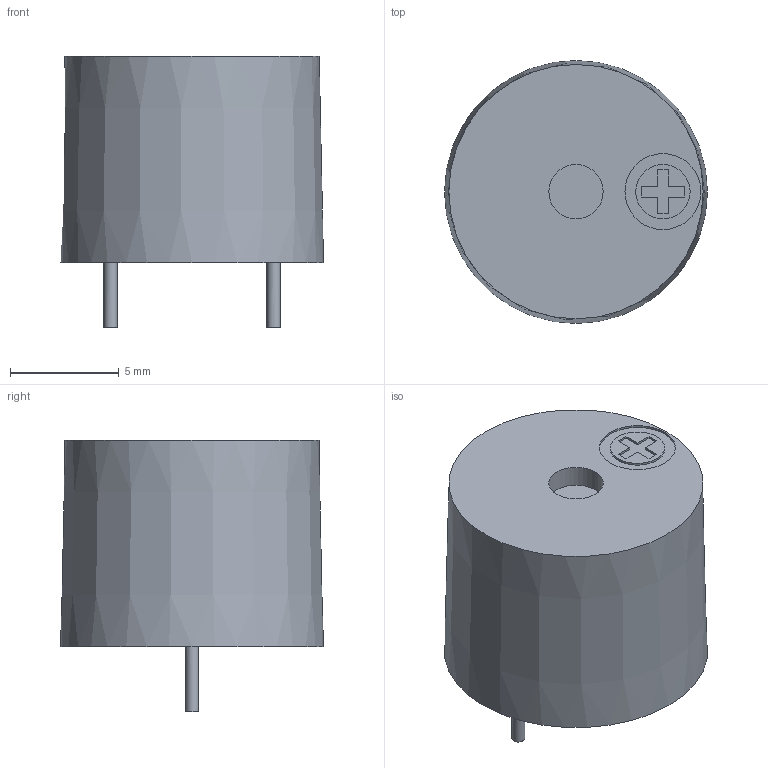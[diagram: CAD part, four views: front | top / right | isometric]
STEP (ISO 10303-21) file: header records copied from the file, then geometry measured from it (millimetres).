
FILE_DESCRIPTION(('FreeCAD Model'),'2;1');
FILE_NAME('Open CASCADE Shape Model','2024-05-31T01:16:09',(''),(''), 'Open CASCADE STEP processor 7.6','FreeCAD','Unknown');
FILE_SCHEMA(('AUTOMOTIVE_DESIGN { 1 0 10303 214 1 1 1 1 }'));
Length unit declared in the file: millimetre
Products named in the file (1): Body
Bounding box: 12.1 x 12.1 x 12.5 mm (x, y, z)
Volume: 796.1 mm3; surface area: 834.6 mm2
Topology: 1 solids, 1 shells, 30 faces, 63 edges, 42 vertices
Faces by surface type: plane 22, cylinder 6, revolution 1, cone 1
Full cylindrical faces by diameter (mm): 0.6 x2, 2.5 x2, 3.5 x1, 10 x1
Entity records: 921 total; most frequent: CARTESIAN_POINT 237, DIRECTION 138, ORIENTED_EDGE 126, EDGE_CURVE 63, AXIS2_PLACEMENT_3D 47, LINE 43, VECTOR 43, VERTEX_POINT 42
